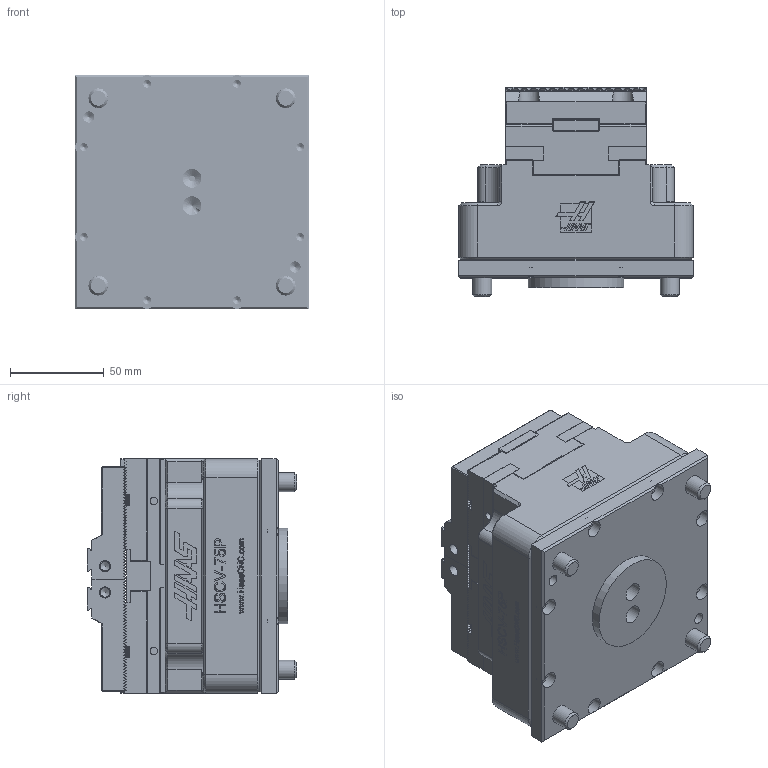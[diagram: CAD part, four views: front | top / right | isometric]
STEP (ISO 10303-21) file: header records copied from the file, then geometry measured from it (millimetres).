
FILE_DESCRIPTION (( 'STEP AP214' ), '1' );
FILE_NAME ('05-0407.STEP', '2024-03-20T21:11:54', ( '' ), ( '' ), 'SwSTEP 2.0', 'SolidWorks 2022', '' );
FILE_SCHEMA (( 'AUTOMOTIVE_DESIGN' ));
Length unit declared in the file: millimetre
Products named in the file (16): 10000183932; 40-0120; 05-0407; 10000183933; 10000215706; 10000215715; 10000215712; 10000215714; 10000215705; 58-3105; 10000215713; 10000215707; 10000173332_91290A318; 10000215710; 10000215709; 10000215703
Assembly tree (28 placements, depth 3):
  05-0407
    10000215713
    10000215712
    10000215714
    10000215707
    10000215709
    10000215703
    10000215706
    10000215710
    10000215705  x2
    10000173332_91290A318  x8
    10000183933
      10000183932  x2
    58-3105  x2
    10000215715
    40-0120  x4
Bounding box: 125 x 111.8 x 125 mm (x, y, z)
Volume: 998078.4 mm3; surface area: 276292.3 mm2
Topology: 27 solids, 35 shells, 4194 faces, 11589 edges, 7609 vertices
Faces by surface type: plane 3173, cylinder 403, bspline 364, cone 230, torus 24
Full cylindrical faces by diameter (mm): 2 x10, 3 x2, 4 x8, 4.2 x8, 4.3 x3, 5 x36, 5.5 x18, 6 x120, 8.5 x1, 9 x18, 10 x14, 10.5 x4, 11 x4, 13 x1, 13.716 x2, 16 x6, 18 x4, 27.7 x2, 28 x6, 32 x4, 50.787 x1, 94.1 x1, 100 x3, 111.8 x1, 117.4 x1
Entity records: 122151 total; most frequent: CARTESIAN_POINT 36502, ORIENTED_EDGE 14514, DIRECTION 11653, EDGE_CURVE 7257, VECTOR 5631, LINE 5631, VERTEX_POINT 4898, EDGE_LOOP 3199
